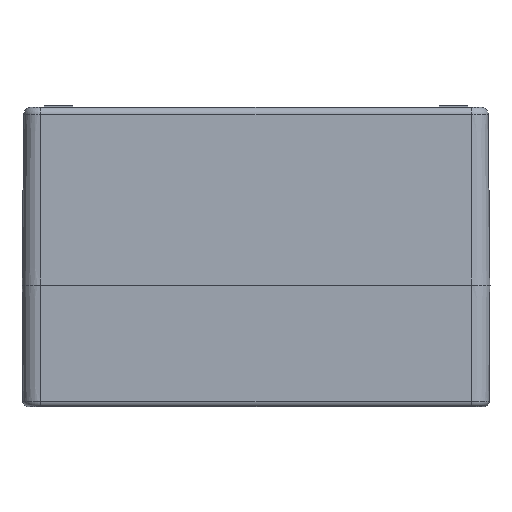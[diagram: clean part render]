
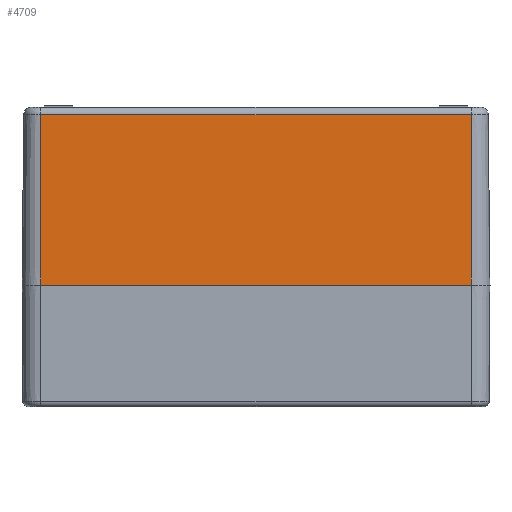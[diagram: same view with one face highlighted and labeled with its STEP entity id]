
A CAD part, left-side view. The second image highlights one B-rep face of the part: STEP entity #4709.
In plain terms, the highlighted face is planar.
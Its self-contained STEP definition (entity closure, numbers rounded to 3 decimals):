
#215=PLANE('',#5242);
#565=LINE('',#7972,#909);
#566=LINE('',#7974,#910);
#567=LINE('',#7976,#911);
#568=LINE('',#7977,#912);
#909=VECTOR('',#6373,1000.);
#910=VECTOR('',#6374,1000.);
#911=VECTOR('',#6375,1000.);
#912=VECTOR('',#6376,1000.);
#1288=FACE_OUTER_BOUND('',#1645,.T.);
#1645=EDGE_LOOP('',(#3953,#3954,#3955,#3956));
#2447=VERTEX_POINT('',#7970);
#2448=VERTEX_POINT('',#7971);
#2449=VERTEX_POINT('',#7973);
#2450=VERTEX_POINT('',#7975);
#3000=EDGE_CURVE('',#2447,#2448,#565,.T.);
#3001=EDGE_CURVE('',#2449,#2448,#566,.T.);
#3002=EDGE_CURVE('',#2450,#2449,#567,.T.);
#3003=EDGE_CURVE('',#2450,#2447,#568,.T.);
#3953=ORIENTED_EDGE('',*,*,#3000,.T.);
#3954=ORIENTED_EDGE('',*,*,#3001,.F.);
#3955=ORIENTED_EDGE('',*,*,#3002,.F.);
#3956=ORIENTED_EDGE('',*,*,#3003,.T.);
#4709=ADVANCED_FACE('',(#1288),#215,.F.);
#5242=AXIS2_PLACEMENT_3D('',#7969,#6371,#6372);
#6371=DIRECTION('center_axis',(1.,0.,0.011));
#6372=DIRECTION('ref_axis',(0.011,0.,-1.));
#6373=DIRECTION('',(-0.011,0.,1.));
#6374=DIRECTION('',(0.,-1.,0.));
#6375=DIRECTION('',(-0.011,0.,1.));
#6376=DIRECTION('',(0.,-1.,0.));
#7969=CARTESIAN_POINT('Origin',(-199.042,115.,3.958));
#7970=CARTESIAN_POINT('',(-199.042,-115.,3.958));
#7971=CARTESIAN_POINT('',(-200.,-115.,95.));
#7972=CARTESIAN_POINT('',(-199.042,-115.,3.958));
#7973=CARTESIAN_POINT('',(-200.,115.,95.));
#7974=CARTESIAN_POINT('',(-200.,115.,95.));
#7975=CARTESIAN_POINT('',(-199.042,115.,3.958));
#7976=CARTESIAN_POINT('',(-199.042,115.,3.958));
#7977=CARTESIAN_POINT('',(-199.042,115.,3.958));
